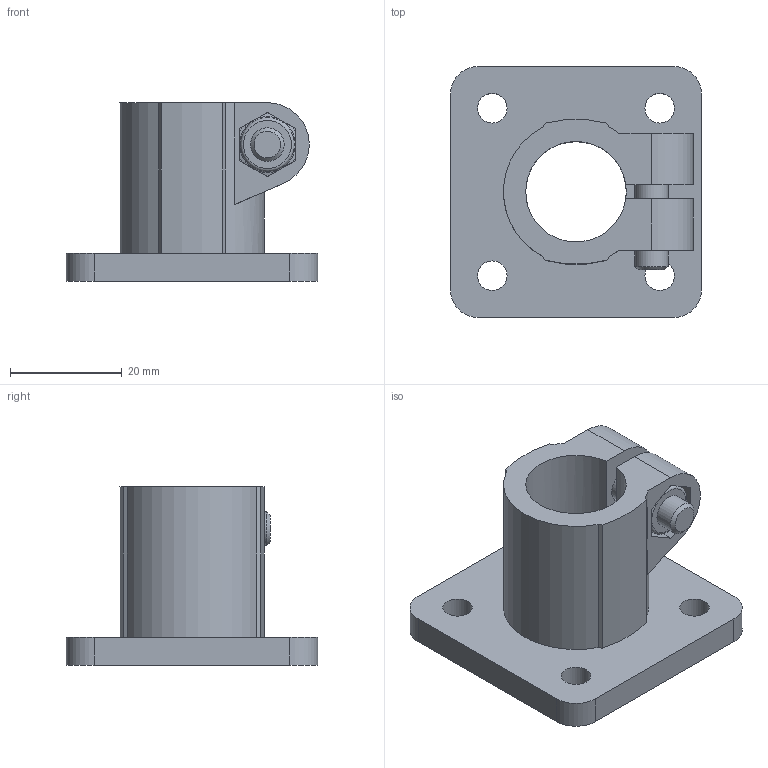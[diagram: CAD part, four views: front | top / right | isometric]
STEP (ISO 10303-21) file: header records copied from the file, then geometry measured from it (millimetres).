
FILE_DESCRIPTION( ( 'STEP AP214' ), '1' );
FILE_NAME( 'K0477.18.stp', '2020-12-08T09:53:47', ( '' ), ( '' ), ' ', 'PARTsolutions', ' ' );
FILE_SCHEMA( ( 'AUTOMOTIVE_DESIGN { 1 0 10303 214 1 1 1 1 }' ) );
Length unit declared in the file: millimetre
Products named in the file (1): _K0477.18
Bounding box: 45 x 45 x 32 mm (x, y, z)
Volume: 17873.2 mm3; surface area: 10316.4 mm2
Topology: 1 solids, 1 shells, 91 faces, 240 edges, 158 vertices
Faces by surface type: plane 48, cylinder 28, cone 13, torus 2
Full cylindrical faces by diameter (mm): 5.3 x4, 6 x2, 6.4 x2, 9.6 x1, 9.9 x1, 18 x1
Entity records: 3496 total; most frequent: CARTESIAN_POINT 538, DIRECTION 454, ORIENTED_EDGE 442, EDGE_CURVE 221, AXIS2_PLACEMENT_3D 165, VERTEX_POINT 153, EDGE_LOOP 124, LINE 124
